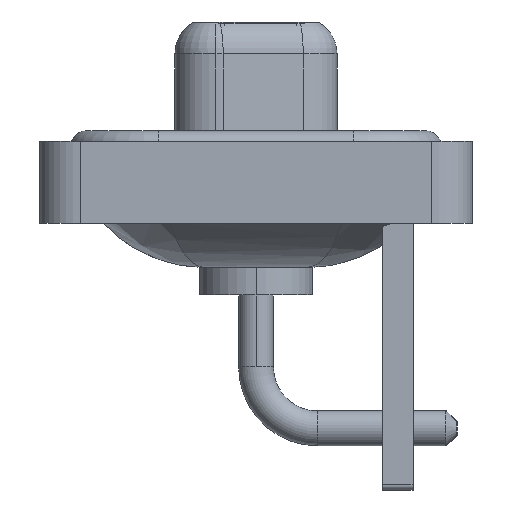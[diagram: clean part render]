
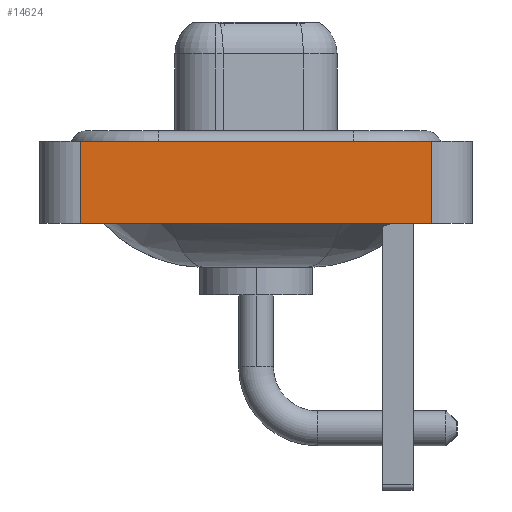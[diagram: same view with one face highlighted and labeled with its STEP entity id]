
A CAD part, left-side view. The second image highlights one B-rep face of the part: STEP entity #14624.
In plain terms, the highlighted planar face has unit normal (-1, 0, 0).
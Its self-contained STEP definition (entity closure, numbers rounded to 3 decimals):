
#472 = VECTOR ( 'NONE', #6083, 1000. ) ;
#576 = LINE ( 'NONE', #6123, #11031 ) ;
#624 = CARTESIAN_POINT ( 'NONE',  ( -7.25, 8.55, -3.6 ) ) ;
#1211 = FACE_OUTER_BOUND ( 'NONE', #14812, .T. ) ;
#1522 = VECTOR ( 'NONE', #13970, 1000. ) ;
#2054 = CARTESIAN_POINT ( 'NONE',  ( -7.25, -8.55, 0.4 ) ) ;
#2982 = VERTEX_POINT ( 'NONE', #16143 ) ;
#3222 = LINE ( 'NONE', #14155, #1522 ) ;
#3369 = ORIENTED_EDGE ( 'NONE', *, *, #9171, .F. ) ;
#5639 = ORIENTED_EDGE ( 'NONE', *, *, #15294, .T. ) ;
#6083 = DIRECTION ( 'NONE',  ( 0., 0., 1. ) ) ;
#6088 = VECTOR ( 'NONE', #15167, 1000. ) ;
#6123 = CARTESIAN_POINT ( 'NONE',  ( -7.25, -8.55, -3.6 ) ) ;
#6917 = DIRECTION ( 'NONE',  ( -1., 0., 0. ) ) ;
#8729 = EDGE_CURVE ( 'NONE', #11491, #14908, #15263, .T. ) ;
#9171 = EDGE_CURVE ( 'NONE', #2982, #11769, #3222, .T. ) ;
#10420 = CARTESIAN_POINT ( 'NONE',  ( -7.25, -8.55, -3.6 ) ) ;
#10875 = CARTESIAN_POINT ( 'NONE',  ( -7.25, -8.55, -3.6 ) ) ;
#11031 = VECTOR ( 'NONE', #16618, 1000. ) ;
#11329 = ORIENTED_EDGE ( 'NONE', *, *, #8729, .T. ) ;
#11491 = VERTEX_POINT ( 'NONE', #17020 ) ;
#11769 = VERTEX_POINT ( 'NONE', #2054 ) ;
#12312 = DIRECTION ( 'NONE',  ( 0., 0., 1. ) ) ;
#12396 = CARTESIAN_POINT ( 'NONE',  ( -7.25, -8.55, -3.6 ) ) ;
#12894 = LINE ( 'NONE', #624, #472 ) ;
#13970 = DIRECTION ( 'NONE',  ( 0., -1., 0. ) ) ;
#14155 = CARTESIAN_POINT ( 'NONE',  ( -7.25, -8.55, 0.4 ) ) ;
#14624 = ADVANCED_FACE ( 'NONE', ( #1211 ), #17618, .T. ) ;
#14812 = EDGE_LOOP ( 'NONE', ( #5639, #3369, #17181, #11329 ) ) ;
#14908 = VERTEX_POINT ( 'NONE', #10420 ) ;
#15167 = DIRECTION ( 'NONE',  ( 0., -1., 0. ) ) ;
#15263 = LINE ( 'NONE', #12396, #6088 ) ;
#15294 = EDGE_CURVE ( 'NONE', #14908, #11769, #576, .T. ) ;
#16143 = CARTESIAN_POINT ( 'NONE',  ( -7.25, 8.55, 0.4 ) ) ;
#16219 = EDGE_CURVE ( 'NONE', #11491, #2982, #12894, .T. ) ;
#16618 = DIRECTION ( 'NONE',  ( 0., 0., 1. ) ) ;
#17020 = CARTESIAN_POINT ( 'NONE',  ( -7.25, 8.55, -3.6 ) ) ;
#17181 = ORIENTED_EDGE ( 'NONE', *, *, #16219, .F. ) ;
#17601 = AXIS2_PLACEMENT_3D ( 'NONE', #10875, #6917, #12312 ) ;
#17618 = PLANE ( 'NONE',  #17601 ) ;
